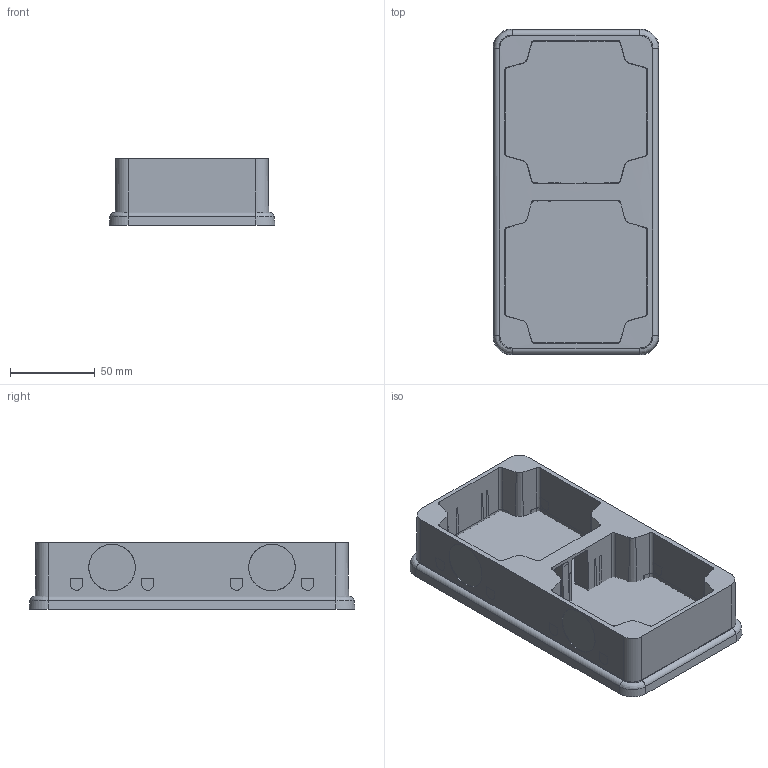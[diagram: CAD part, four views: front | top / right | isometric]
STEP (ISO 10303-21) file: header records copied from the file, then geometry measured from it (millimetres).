
FILE_DESCRIPTION(('CATIA V5 STEP Exchange','CAx-IF Rec.Pracs.--- Model Styling and Organization---1.5--- 2016-08-15','CAx-IF Rec.Pracs.---Supplemental Geometry---1.0---2011-11-01','CAx-IF Rec.Pracs.--- Composite Materials ---1.1---2010-07-15'),'2;1');
FILE_NAME('090493_AllCATPart.stp','2021-12-06T12:55:15+00:00',('none'),('none'),'CATIA Version 5-6 Release 2020 SP3','CATIA V5 STEP AP214 v2','none');
FILE_SCHEMA(('AUTOMOTIVE_DESIGN { 1 0 10303 214 1 1 1 1 }'));
Length unit declared in the file: millimetre
Products named in the file (1): 090493_AllCATPart
Bounding box: 98.04 x 192.54 x 39.29 mm (x, y, z)
Surface area: 91783.2 mm2 (no closed solid volume)
Topology: 0 solids, 12 shells, 237 faces, 873 edges, 639 vertices
Faces by surface type: bspline 107, plane 86, cone 28, cylinder 16
Entity records: 15224 total; most frequent: CARTESIAN_POINT 8945, ORIENTED_EDGE 1488, EDGE_CURVE 869, DIRECTION 801, VERTEX_POINT 638, B_SPLINE_CURVE_WITH_KNOTS 386, VECTOR 328, LINE 328
